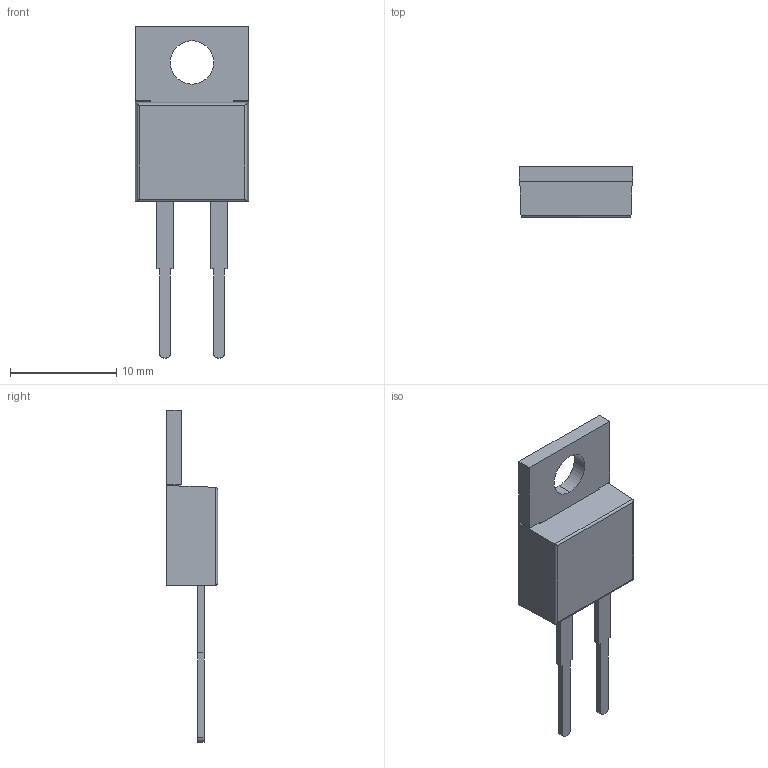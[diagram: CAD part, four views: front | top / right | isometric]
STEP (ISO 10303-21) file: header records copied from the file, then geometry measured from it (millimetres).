
FILE_DESCRIPTION (( 'STEP AP214' ), '1' );
FILE_NAME ('TO-220_2PIN-L10.5-W5.0-H20.0-P5.08.step', '2022-08-01T12:49:41', ( '' ), ( '' ), 'SwSTEP 2.0', 'SolidWorks 2020', '' );
FILE_SCHEMA (( 'AUTOMOTIVE_DESIGN' ));
Length unit declared in the file: millimetre
Products named in the file (1): TO-220_2PIN-L10.5-W5.0-H20.0-P5.08
Bounding box: 10.67 x 4.81 x 31.24 mm (x, y, z)
Volume: 575.9 mm3; surface area: 722.3 mm2
Topology: 1 solids, 1 shells, 272 faces, 743 edges, 494 vertices
Faces by surface type: plane 164, bspline 98, cylinder 10
Entity records: 11585 total; most frequent: CARTESIAN_POINT 2834, ORIENTED_EDGE 1486, DIRECTION 899, EDGE_CURVE 743, LINE 525, VECTOR 525, VERTEX_POINT 494, EDGE_LOOP 295
